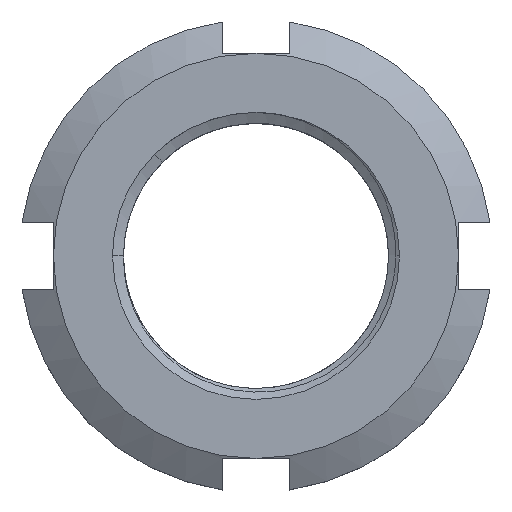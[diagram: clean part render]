
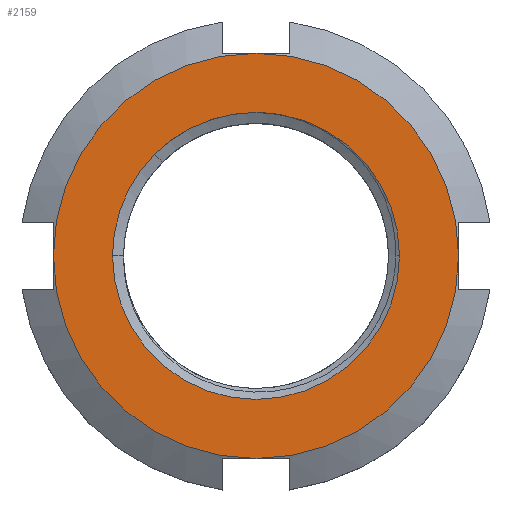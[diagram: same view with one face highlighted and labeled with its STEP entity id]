
A CAD part, top view. The second image highlights one B-rep face of the part: STEP entity #2159.
In plain terms, the highlighted planar face has unit normal (0, 0, 1).
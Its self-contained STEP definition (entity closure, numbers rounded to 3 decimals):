
#39 = DIRECTION ( 'NONE',  ( 0., 0., 1. ) ) ;
#46 = CARTESIAN_POINT ( 'NONE',  ( 0., 0., 2.5 ) ) ;
#87 = CARTESIAN_POINT ( 'NONE',  ( 0., 12., 2.5 ) ) ;
#92 = DIRECTION ( 'NONE',  ( 1., 0., 0. ) ) ;
#153 = AXIS2_PLACEMENT_3D ( 'NONE', #1328, #424, #1139 ) ;
#169 = AXIS2_PLACEMENT_3D ( 'NONE', #594, #264, #255 ) ;
#201 = EDGE_CURVE ( 'NONE', #462, #1552, #677, .T. ) ;
#214 = DIRECTION ( 'NONE',  ( 0., 0., 1. ) ) ;
#250 = CIRCLE ( 'NONE', #930, 12. ) ;
#252 = EDGE_LOOP ( 'NONE', ( #302, #1353, #1059, #1040 ) ) ;
#255 = DIRECTION ( 'NONE',  ( 1., 0., 0. ) ) ;
#264 = DIRECTION ( 'NONE',  ( 0., 0., 1. ) ) ;
#272 = CARTESIAN_POINT ( 'NONE',  ( 0., 0., 2.5 ) ) ;
#299 = CARTESIAN_POINT ( 'NONE',  ( -12., 0., 2.5 ) ) ;
#302 = ORIENTED_EDGE ( 'NONE', *, *, #201, .T. ) ;
#355 = ORIENTED_EDGE ( 'NONE', *, *, #1501, .F. ) ;
#374 = CARTESIAN_POINT ( 'NONE',  ( -8.5, 0., 2.5 ) ) ;
#384 = VERTEX_POINT ( 'NONE', #605 ) ;
#386 = FACE_BOUND ( 'NONE', #788, .T. ) ;
#410 = DIRECTION ( 'NONE',  ( 0., 0., 1. ) ) ;
#415 = VERTEX_POINT ( 'NONE', #968 ) ;
#424 = DIRECTION ( 'NONE',  ( 0., 0., 1. ) ) ;
#431 = AXIS2_PLACEMENT_3D ( 'NONE', #957, #214, #1694 ) ;
#433 = CARTESIAN_POINT ( 'NONE',  ( 0., -12., 2.5 ) ) ;
#445 = DIRECTION ( 'NONE',  ( 0., 0., 1. ) ) ;
#462 = VERTEX_POINT ( 'NONE', #433 ) ;
#484 = CIRCLE ( 'NONE', #153, 8.5 ) ;
#507 = AXIS2_PLACEMENT_3D ( 'NONE', #1266, #2161, #1269 ) ;
#594 = CARTESIAN_POINT ( 'NONE',  ( 12., 0., 2.5 ) ) ;
#605 = CARTESIAN_POINT ( 'NONE',  ( -6.01, 6.01, 2.5 ) ) ;
#677 = CIRCLE ( 'NONE', #1969, 12. ) ;
#706 = CIRCLE ( 'NONE', #507, 12. ) ;
#773 = DIRECTION ( 'NONE',  ( 1., 0., 0. ) ) ;
#784 = CIRCLE ( 'NONE', #1417, 12. ) ;
#788 = EDGE_LOOP ( 'NONE', ( #1184, #1611, #1999, #355 ) ) ;
#873 = FACE_OUTER_BOUND ( 'NONE', #252, .T. ) ;
#876 = VERTEX_POINT ( 'NONE', #87 ) ;
#930 = AXIS2_PLACEMENT_3D ( 'NONE', #2007, #39, #1301 ) ;
#948 = CIRCLE ( 'NONE', #1669, 8.5 ) ;
#957 = CARTESIAN_POINT ( 'NONE',  ( 0., 0., 2.5 ) ) ;
#968 = CARTESIAN_POINT ( 'NONE',  ( 8.5, 0., 2.5 ) ) ;
#989 = DIRECTION ( 'NONE',  ( 0., 0., 1. ) ) ;
#1040 = ORIENTED_EDGE ( 'NONE', *, *, #1623, .T. ) ;
#1059 = ORIENTED_EDGE ( 'NONE', *, *, #2172, .T. ) ;
#1101 = VERTEX_POINT ( 'NONE', #374 ) ;
#1120 = DIRECTION ( 'NONE',  ( 1., 0., 0. ) ) ;
#1127 = CARTESIAN_POINT ( 'NONE',  ( 0., 8.5, 2.5 ) ) ;
#1139 = DIRECTION ( 'NONE',  ( 1., 0., 0. ) ) ;
#1184 = ORIENTED_EDGE ( 'NONE', *, *, #1292, .F. ) ;
#1266 = CARTESIAN_POINT ( 'NONE',  ( 0., 0., 2.5 ) ) ;
#1269 = DIRECTION ( 'NONE',  ( 1., 0., 0. ) ) ;
#1292 = EDGE_CURVE ( 'NONE', #384, #1101, #1556, .T. ) ;
#1301 = DIRECTION ( 'NONE',  ( 1., 0., 0. ) ) ;
#1328 = CARTESIAN_POINT ( 'NONE',  ( 0., 0., 2.5 ) ) ;
#1343 = PLANE ( 'NONE',  #169 ) ;
#1353 = ORIENTED_EDGE ( 'NONE', *, *, #1383, .T. ) ;
#1383 = EDGE_CURVE ( 'NONE', #1552, #876, #784, .T. ) ;
#1417 = AXIS2_PLACEMENT_3D ( 'NONE', #272, #989, #92 ) ;
#1420 = VERTEX_POINT ( 'NONE', #1127 ) ;
#1436 = EDGE_CURVE ( 'NONE', #1420, #384, #2332, .T. ) ;
#1501 = EDGE_CURVE ( 'NONE', #1101, #415, #484, .T. ) ;
#1552 = VERTEX_POINT ( 'NONE', #1938 ) ;
#1556 = CIRCLE ( 'NONE', #431, 8.5 ) ;
#1589 = DIRECTION ( 'NONE',  ( 1., 0., 0. ) ) ;
#1611 = ORIENTED_EDGE ( 'NONE', *, *, #1436, .F. ) ;
#1623 = EDGE_CURVE ( 'NONE', #2134, #462, #706, .T. ) ;
#1669 = AXIS2_PLACEMENT_3D ( 'NONE', #1924, #1933, #1589 ) ;
#1694 = DIRECTION ( 'NONE',  ( 1., 0., 0. ) ) ;
#1725 = CARTESIAN_POINT ( 'NONE',  ( 0., 0., 2.5 ) ) ;
#1890 = AXIS2_PLACEMENT_3D ( 'NONE', #46, #410, #1120 ) ;
#1924 = CARTESIAN_POINT ( 'NONE',  ( 0., 0., 2.5 ) ) ;
#1933 = DIRECTION ( 'NONE',  ( 0., 0., 1. ) ) ;
#1938 = CARTESIAN_POINT ( 'NONE',  ( 12., 0., 2.5 ) ) ;
#1969 = AXIS2_PLACEMENT_3D ( 'NONE', #1725, #445, #773 ) ;
#1999 = ORIENTED_EDGE ( 'NONE', *, *, #2136, .F. ) ;
#2007 = CARTESIAN_POINT ( 'NONE',  ( 0., 0., 2.5 ) ) ;
#2134 = VERTEX_POINT ( 'NONE', #299 ) ;
#2136 = EDGE_CURVE ( 'NONE', #415, #1420, #948, .T. ) ;
#2159 = ADVANCED_FACE ( 'NONE', ( #386, #873 ), #1343, .T. ) ;
#2161 = DIRECTION ( 'NONE',  ( 0., 0., 1. ) ) ;
#2172 = EDGE_CURVE ( 'NONE', #876, #2134, #250, .T. ) ;
#2332 = CIRCLE ( 'NONE', #1890, 8.5 ) ;
